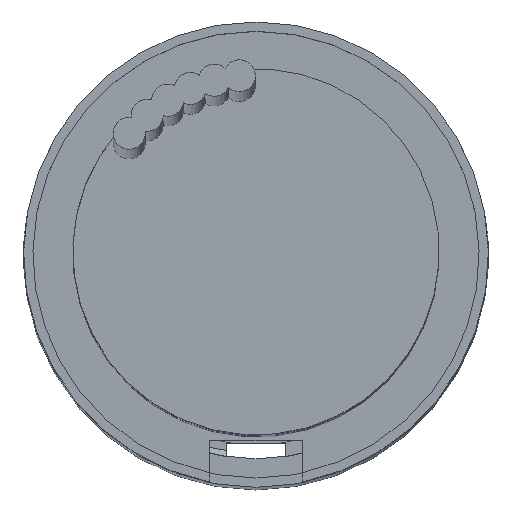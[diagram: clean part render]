
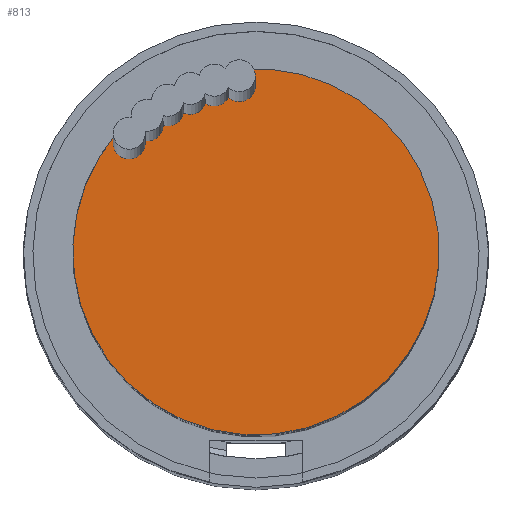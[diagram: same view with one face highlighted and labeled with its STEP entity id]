
A CAD part, top view. The second image highlights one B-rep face of the part: STEP entity #813.
In plain terms, the highlighted planar face has unit normal (0, 0, 1).
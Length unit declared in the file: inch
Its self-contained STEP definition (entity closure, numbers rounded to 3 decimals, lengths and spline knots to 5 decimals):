
#543 = VERTEX_POINT ( 'NONE', #5080 ) ;
#591 = EDGE_CURVE ( 'NONE', #619, #543, #5483, .T. ) ;
#600 = EDGE_CURVE ( 'NONE', #601, #602, #5514, .T. ) ;
#601 = VERTEX_POINT ( 'NONE', #5509 ) ;
#602 = VERTEX_POINT ( 'NONE', #5508 ) ;
#619 = VERTEX_POINT ( 'NONE', #5620 ) ;
#624 = EDGE_CURVE ( 'NONE', #625, #601, #5684, .T. ) ;
#625 = VERTEX_POINT ( 'NONE', #5675 ) ;
#673 = EDGE_CURVE ( 'NONE', #674, #745, #5842, .T. ) ;
#674 = VERTEX_POINT ( 'NONE', #5834 ) ;
#679 = EDGE_CURVE ( 'NONE', #680, #681, #5896, .T. ) ;
#680 = VERTEX_POINT ( 'NONE', #5974 ) ;
#681 = VERTEX_POINT ( 'NONE', #5973 ) ;
#702 = EDGE_CURVE ( 'NONE', #602, #543, #6014, .T. ) ;
#718 = EDGE_CURVE ( 'NONE', #625, #674, #6187, .T. ) ;
#744 = EDGE_CURVE ( 'NONE', #745, #680, #6361, .T. ) ;
#745 = VERTEX_POINT ( 'NONE', #6514 ) ;
#795 = ORIENTED_EDGE ( 'NONE', *, *, #679, .F. ) ;
#796 = ORIENTED_EDGE ( 'NONE', *, *, #744, .F. ) ;
#797 = ORIENTED_EDGE ( 'NONE', *, *, #673, .F. ) ;
#798 = ORIENTED_EDGE ( 'NONE', *, *, #718, .F. ) ;
#799 = ORIENTED_EDGE ( 'NONE', *, *, #624, .T. ) ;
#800 = ORIENTED_EDGE ( 'NONE', *, *, #600, .T. ) ;
#801 = ORIENTED_EDGE ( 'NONE', *, *, #702, .T. ) ;
#802 = ORIENTED_EDGE ( 'NONE', *, *, #591, .F. ) ;
#810 = VERTEX_POINT ( 'NONE', #6834 ) ;
#812 = EDGE_CURVE ( 'NONE', #810, #619, #6977, .T. ) ;
#813 = ADVANCED_FACE ( 'NONE', ( #6980 ), #6913, .T. ) ;
#814 = EDGE_LOOP ( 'NONE', ( #815, #816, #795, #796, #797, #798, #799, #800, #801, #802 ) ) ;
#815 = ORIENTED_EDGE ( 'NONE', *, *, #812, .F. ) ;
#816 = ORIENTED_EDGE ( 'NONE', *, *, #817, .F. ) ;
#817 = EDGE_CURVE ( 'NONE', #681, #810, #7040, .T. ) ;
#5080 = CARTESIAN_POINT ( 'NONE',  ( 3.90772, 4.91183, 4.75781 ) ) ;
#5478 = DIRECTION ( 'NONE',  ( -0.807, -0.591, 0. ) ) ;
#5479 = DIRECTION ( 'NONE',  ( 0., 0., 1. ) ) ;
#5481 = CARTESIAN_POINT ( 'NONE',  ( 3.90944, 4.89466, 4.75781 ) ) ;
#5482 = AXIS2_PLACEMENT_3D ( 'NONE', #5481, #5479, #5478 ) ;
#5483 = CIRCLE ( 'NONE', #5482, 0.01725 ) ;
#5508 = CARTESIAN_POINT ( 'NONE',  ( 4.08626, 4.8322, 4.75781 ) ) ;
#5509 = CARTESIAN_POINT ( 'NONE',  ( 3.76838, 4.59941, 4.75781 ) ) ;
#5510 = DIRECTION ( 'NONE',  ( -0.807, -0.591, 0. ) ) ;
#5511 = DIRECTION ( 'NONE',  ( 0., 0., 1. ) ) ;
#5512 = AXIS2_PLACEMENT_3D ( 'NONE', #5525, #5511, #5510 ) ;
#5514 = CIRCLE ( 'NONE', #5512, 0.197 ) ;
#5525 = CARTESIAN_POINT ( 'NONE',  ( 3.92732, 4.71581, 4.75781 ) ) ;
#5620 = CARTESIAN_POINT ( 'NONE',  ( 3.92335, 4.90485, 4.75781 ) ) ;
#5675 = CARTESIAN_POINT ( 'NONE',  ( 3.77789, 4.84417, 4.75781 ) ) ;
#5678 = DIRECTION ( 'NONE',  ( -0.807, -0.591, 0. ) ) ;
#5680 = DIRECTION ( 'NONE',  ( 0., 0., 1. ) ) ;
#5682 = AXIS2_PLACEMENT_3D ( 'NONE', #5697, #5680, #5678 ) ;
#5684 = CIRCLE ( 'NONE', #5682, 0.197 ) ;
#5697 = CARTESIAN_POINT ( 'NONE',  ( 3.92732, 4.71581, 4.75781 ) ) ;
#5834 = CARTESIAN_POINT ( 'NONE',  ( 3.80808, 4.83516, 4.75781 ) ) ;
#5837 = DIRECTION ( 'NONE',  ( -0.807, -0.591, 0. ) ) ;
#5839 = DIRECTION ( 'NONE',  ( 0., 0., 1. ) ) ;
#5841 = AXIS2_PLACEMENT_3D ( 'NONE', #5856, #5839, #5837 ) ;
#5842 = CIRCLE ( 'NONE', #5841, 0.01725 ) ;
#5856 = CARTESIAN_POINT ( 'NONE',  ( 3.81032, 4.85226, 4.75781 ) ) ;
#5892 = DIRECTION ( 'NONE',  ( -0.807, -0.591, 0. ) ) ;
#5893 = DIRECTION ( 'NONE',  ( 0., 0., 1. ) ) ;
#5894 = AXIS2_PLACEMENT_3D ( 'NONE', #5904, #5893, #5892 ) ;
#5896 = CIRCLE ( 'NONE', #5894, 0.01725 ) ;
#5904 = CARTESIAN_POINT ( 'NONE',  ( 3.85662, 4.88107, 4.75781 ) ) ;
#5973 = CARTESIAN_POINT ( 'NONE',  ( 3.87296, 4.87552, 4.75781 ) ) ;
#5974 = CARTESIAN_POINT ( 'NONE',  ( 3.84936, 4.86542, 4.75781 ) ) ;
#6010 = DIRECTION ( 'NONE',  ( -0.807, -0.591, 0. ) ) ;
#6011 = DIRECTION ( 'NONE',  ( 0., 0., 1. ) ) ;
#6012 = CARTESIAN_POINT ( 'NONE',  ( 3.92732, 4.71581, 4.75781 ) ) ;
#6013 = AXIS2_PLACEMENT_3D ( 'NONE', #6012, #6011, #6010 ) ;
#6014 = CIRCLE ( 'NONE', #6013, 0.197 ) ;
#6053 = CARTESIAN_POINT ( 'NONE',  ( 3.79097, 4.83293, 4.75781 ) ) ;
#6182 = DIRECTION ( 'NONE',  ( -0.807, -0.591, 0. ) ) ;
#6184 = DIRECTION ( 'NONE',  ( 0., 0., 1. ) ) ;
#6185 = AXIS2_PLACEMENT_3D ( 'NONE', #6053, #6184, #6182 ) ;
#6187 = CIRCLE ( 'NONE', #6185, 0.01725 ) ;
#6356 = DIRECTION ( 'NONE',  ( -0.807, -0.591, 0. ) ) ;
#6358 = DIRECTION ( 'NONE',  ( 0., 0., 1. ) ) ;
#6360 = AXIS2_PLACEMENT_3D ( 'NONE', #6375, #6358, #6356 ) ;
#6361 = CIRCLE ( 'NONE', #6360, 0.01725 ) ;
#6375 = CARTESIAN_POINT ( 'NONE',  ( 3.83237, 4.86843, 4.75781 ) ) ;
#6514 = CARTESIAN_POINT ( 'NONE',  ( 3.82756, 4.85186, 4.75781 ) ) ;
#6834 = CARTESIAN_POINT ( 'NONE',  ( 3.89781, 4.88192, 4.75781 ) ) ;
#6904 = DIRECTION ( 'NONE',  ( 0., 0., 1. ) ) ;
#6905 = CARTESIAN_POINT ( 'NONE',  ( 3.92732, 4.71581, 4.75781 ) ) ;
#6907 = AXIS2_PLACEMENT_3D ( 'NONE', #6905, #6904, #7047 ) ;
#6913 = PLANE ( 'NONE',  #6907 ) ;
#6970 = DIRECTION ( 'NONE',  ( -0.807, -0.591, 0. ) ) ;
#6972 = DIRECTION ( 'NONE',  ( 0., 0., 1. ) ) ;
#6974 = CARTESIAN_POINT ( 'NONE',  ( 3.90944, 4.89466, 4.75781 ) ) ;
#6976 = AXIS2_PLACEMENT_3D ( 'NONE', #6974, #6972, #6970 ) ;
#6977 = CIRCLE ( 'NONE', #6976, 0.01725 ) ;
#6980 = FACE_OUTER_BOUND ( 'NONE', #814, .T. ) ;
#7032 = DIRECTION ( 'NONE',  ( -0.807, -0.591, 0. ) ) ;
#7034 = DIRECTION ( 'NONE',  ( 0., 0., 1. ) ) ;
#7036 = CARTESIAN_POINT ( 'NONE',  ( 3.88251, 4.88988, 4.75781 ) ) ;
#7038 = AXIS2_PLACEMENT_3D ( 'NONE', #7036, #7034, #7032 ) ;
#7040 = CIRCLE ( 'NONE', #7038, 0.01725 ) ;
#7047 = DIRECTION ( 'NONE',  ( -0.807, -0.591, 0. ) ) ;
